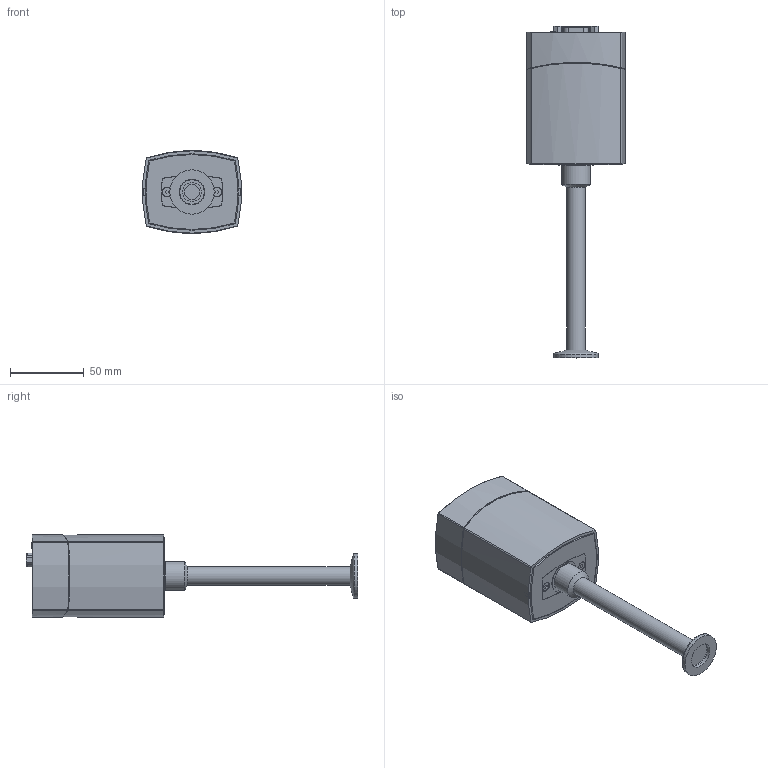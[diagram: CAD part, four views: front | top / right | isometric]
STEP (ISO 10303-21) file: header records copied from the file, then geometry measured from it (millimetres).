
FILE_DESCRIPTION(/* description */ (''),/* implementation_level */ '2;1');
FILE_NAME(/* name */ 'MPSG55x_9DSub_EtherCAT_II_16KF_long.stp',/* time_stamp */ '2025-10-22T09:18:32+02:00',/* author */ ('quen001'),/* organization */ (''),/* preprocessor_version */ 'ST-DEVELOPER v20',/* originating_system */ 'Autodesk Inventor 2023',/* authorisation */ '');
FILE_SCHEMA (('AUTOMOTIVE_DESIGN { 1 0 10303 214 3 1 1 }'));
Length unit declared in the file: millimetre
Products named in the file (1): Bauteil3
Bounding box: 66.46 x 224.4 x 56 mm (x, y, z)
Volume: 310515.7 mm3; surface area: 43407.5 mm2
Topology: 1 solids, 3 shells, 577 faces, 1507 edges, 987 vertices
Faces by surface type: plane 326, cylinder 204, torus 25, cone 13, sphere 9
Full cylindrical faces by diameter (mm): 0.9 x9, 1.3 x3, 2.156 x2, 2.6 x1, 3 x3, 3.2 x7, 3.4 x3, 3.5 x2, 4 x2, 6 x2, 10.2 x1, 10.5 x1, 12.7 x2, 16 x1, 17.2 x1, 18 x1, 19.5 x1, 30 x1
Entity records: 18779 total; most frequent: CARTESIAN_POINT 3519, DIRECTION 3059, ORIENTED_EDGE 2992, EDGE_CURVE 1496, AXIS2_PLACEMENT_3D 1033, LINE 993, VECTOR 993, VERTEX_POINT 987
